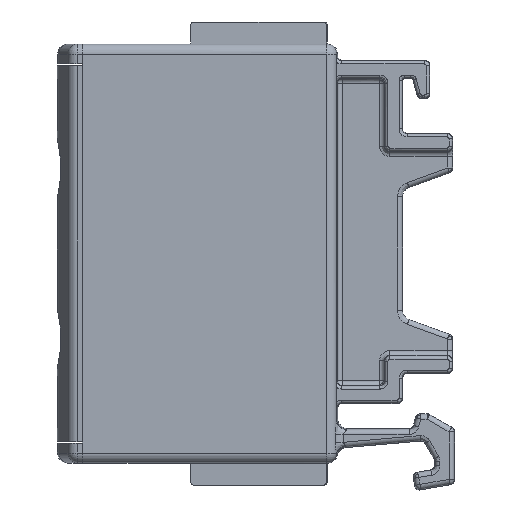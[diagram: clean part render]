
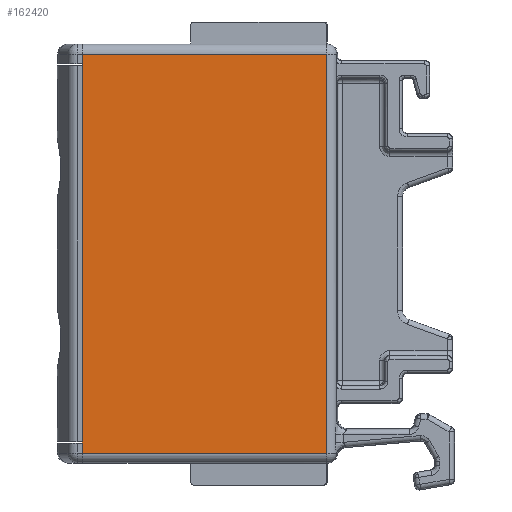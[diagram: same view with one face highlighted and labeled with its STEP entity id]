
A CAD part, left-side view. The second image highlights one B-rep face of the part: STEP entity #162420.
In plain terms, the highlighted planar face has unit normal (-1, 0, 0).
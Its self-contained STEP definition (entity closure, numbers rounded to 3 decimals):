
#122120=CARTESIAN_POINT('',(-6.75,25.5,-19.95));
#122130=VERTEX_POINT('',#122120);
#122670=CARTESIAN_POINT('',(-6.75,1.101,-19.95));
#122680=DIRECTION('',(0.,1.,0.));
#122690=VECTOR('',#122680,24.399);
#122700=LINE('',#122670,#122690);
#122710=CARTESIAN_POINT('',(-6.75,1.101,-19.95));
#122720=VERTEX_POINT('',#122710);
#122730=EDGE_CURVE('',#122720,#122130,#122700,.T.);
#147610=CARTESIAN_POINT('',(-6.75,1.101,19.95));
#147620=VERTEX_POINT('',#147610);
#149880=CARTESIAN_POINT('',(-6.75,25.5,18.95));
#149890=VERTEX_POINT('',#149880);
#151110=CARTESIAN_POINT('',(-6.75,25.5,-18.8));
#151120=VERTEX_POINT('',#151110);
#151150=CARTESIAN_POINT('',(-6.75,25.5,18.95));
#151160=DIRECTION('',(0.,0.,-1.));
#151170=VECTOR('',#151160,37.9);
#151180=LINE('',#151150,#151170);
#151190=CARTESIAN_POINT('',(-6.75,25.5,-18.95));
#151200=VERTEX_POINT('',#151190);
#151210=EDGE_CURVE('',#151120,#151200,#151180,.T.);
#157320=CARTESIAN_POINT('',(-6.75,25.5,-18.95));
#157330=DIRECTION('',(0.,0.,-1.));
#157340=VECTOR('',#157330,1.);
#157350=LINE('',#157320,#157340);
#157360=EDGE_CURVE('',#151200,#122130,#157350,.T.);
#157960=CARTESIAN_POINT('',(-6.75,1.101,19.95));
#157970=DIRECTION('',(0.,0.,-1.));
#157980=VECTOR('',#157970,39.9);
#157990=LINE('',#157960,#157980);
#158000=EDGE_CURVE('',#147620,#122720,#157990,.T.);
#159120=CARTESIAN_POINT('',(-6.75,25.5,19.95));
#159130=DIRECTION('',(0.,0.,-1.));
#159140=VECTOR('',#159130,1.);
#159150=LINE('',#159120,#159140);
#159160=CARTESIAN_POINT('',(-6.75,25.5,19.95));
#159170=VERTEX_POINT('',#159160);
#159180=EDGE_CURVE('',#159170,#149890,#159150,.T.);
#160030=CARTESIAN_POINT('',(-6.75,25.5,19.95));
#160040=DIRECTION('',(0.,-1.,0.));
#160050=VECTOR('',#160040,24.399);
#160060=LINE('',#160030,#160050);
#160070=EDGE_CURVE('',#159170,#147620,#160060,.T.);
#162190=CARTESIAN_POINT('',(-6.75,0.,0.));
#162200=DIRECTION('',(-1.,0.,0.));
#162210=DIRECTION('',(0.,0.,1.));
#162220=AXIS2_PLACEMENT_3D('',#162190,#162200,#162210);
#162230=PLANE('',#162220);
#162240=ORIENTED_EDGE('',*,*,#157360,.T.);
#162250=ORIENTED_EDGE('',*,*,#151210,.T.);
#162260=CARTESIAN_POINT('',(-6.75,25.5,0.));
#162270=DIRECTION('',(0.,0.,1.));
#162280=VECTOR('',#162270,1.);
#162290=LINE('',#162260,#162280);
#162300=CARTESIAN_POINT('',(-6.75,25.5,18.8));
#162310=VERTEX_POINT('',#162300);
#162320=EDGE_CURVE('',#151120,#162310,#162290,.T.);
#162330=ORIENTED_EDGE('',*,*,#162320,.F.);
#162340=EDGE_CURVE('',#149890,#162310,#151180,.T.);
#162350=ORIENTED_EDGE('',*,*,#162340,.T.);
#162360=ORIENTED_EDGE('',*,*,#159180,.T.);
#162370=ORIENTED_EDGE('',*,*,#160070,.F.);
#162380=ORIENTED_EDGE('',*,*,#158000,.F.);
#162390=ORIENTED_EDGE('',*,*,#122730,.F.);
#162400=EDGE_LOOP('',(#162390,#162380,#162370,#162360,#162350,#162330,
#162250,#162240));
#162410=FACE_OUTER_BOUND('',#162400,.T.);
#162420=ADVANCED_FACE('',(#162410),#162230,.T.);
